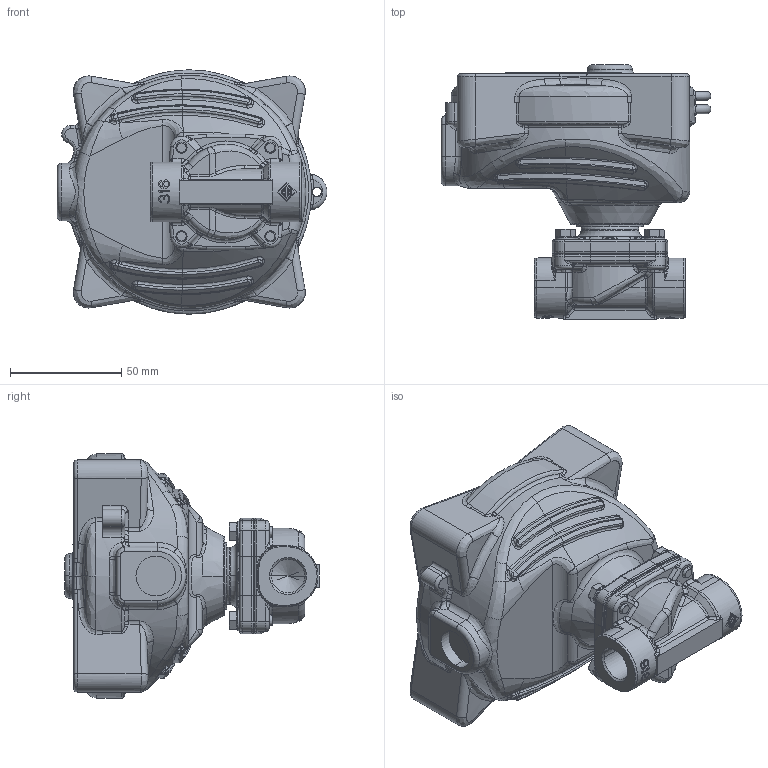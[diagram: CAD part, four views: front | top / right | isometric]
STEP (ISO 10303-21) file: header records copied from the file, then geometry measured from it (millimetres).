
FILE_DESCRIPTION((''),'2;1');
FILE_NAME('21IH3KI_ING_ASM','2011-09-23T',('romeri'),('O.D.E.'),'PRO/ENGINEER BY PARAMETRIC TECHNOLOGY CORPORATION, 2005450','PRO/ENGINEER BY PARAMETRIC TECHNOLOGY CORPORATION, 2005450','');
FILE_SCHEMA(('CONFIG_CONTROL_DESIGN'));
Products named in the file (3): 21IH3_ING; 453053; 21IH3KI_ING_ASM
Assembly tree (2 placements, depth 2):
  21IH3KI_ING_ASM
    21IH3_ING
    453053
Bounding box: 121.47 x 114.5 x 110 mm (x, y, z)
Volume: 581394.4 mm3; surface area: 62621.4 mm2
Topology: 2 solids, 6 shells, 1986 faces, 4839 edges, 2904 vertices
Faces by surface type: bspline 559, plane 523, cylinder 515, torus 235, cone 94, sphere 60
Entity records: 94018 total; most frequent: CARTESIAN_POINT 37497, ORIENTED_EDGE 9582, DIRECTION 7583, EDGE_CURVE 4835, PRESENTATION_STYLE_ASSIGNMENT 3069, AXIS2_PLACEMENT_3D 3053, VERTEX_POINT 2904, STYLED_ITEM 2747
